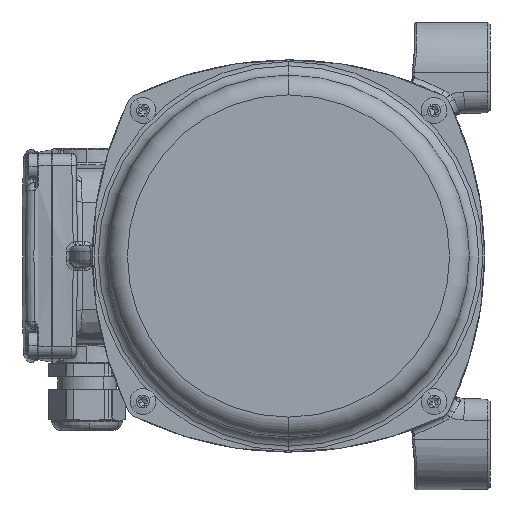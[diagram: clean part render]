
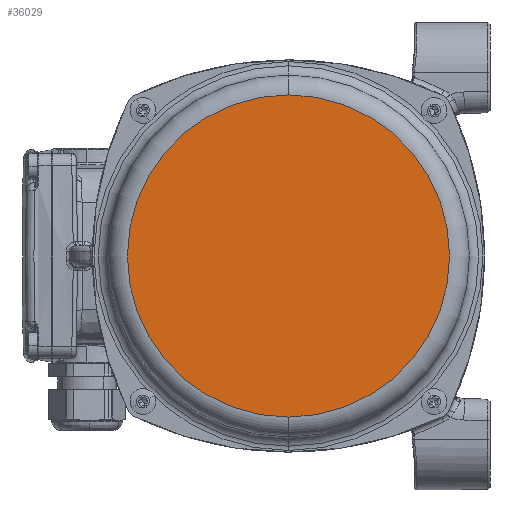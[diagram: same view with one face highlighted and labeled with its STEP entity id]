
A CAD part, left-side view. The second image highlights one B-rep face of the part: STEP entity #36029.
In plain terms, the highlighted planar face has unit normal (-1, 0, 0).
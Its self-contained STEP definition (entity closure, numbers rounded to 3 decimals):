
#19548 = AXIS2_PLACEMENT_3D ( 'NONE', #75805, #164349, #113135 ) ;
#25993 = EDGE_LOOP ( 'NONE', ( #47602, #131096 ) ) ;
#26603 = DIRECTION ( 'NONE',  ( -1., 0., 0. ) ) ;
#36029 = ADVANCED_FACE ( 'NONE', ( #139360 ), #109066, .F. ) ;
#39871 = VERTEX_POINT ( 'NONE', #83309 ) ;
#39925 = CARTESIAN_POINT ( 'NONE',  ( -211., 0., 74.75 ) ) ;
#47602 = ORIENTED_EDGE ( 'NONE', *, *, #146388, .T. ) ;
#55373 = VERTEX_POINT ( 'NONE', #39925 ) ;
#65998 = DIRECTION ( 'NONE',  ( 0., 0., -1. ) ) ;
#70681 = CARTESIAN_POINT ( 'NONE',  ( -211., 0., 74.75 ) ) ;
#72305 = DIRECTION ( 'NONE',  ( 1., 0., 0. ) ) ;
#75805 = CARTESIAN_POINT ( 'NONE',  ( -211., 0., 0. ) ) ;
#83309 = CARTESIAN_POINT ( 'NONE',  ( -211., 0., -74.75 ) ) ;
#84141 = EDGE_CURVE ( 'NONE', #55373, #39871, #109312, .T. ) ;
#96315 = DIRECTION ( 'NONE',  ( 0., 0., 1. ) ) ;
#107496 = AXIS2_PLACEMENT_3D ( 'NONE', #142751, #26603, #65998 ) ;
#109066 = PLANE ( 'NONE',  #120295 ) ;
#109312 = CIRCLE ( 'NONE', #19548, 74.75 ) ;
#113135 = DIRECTION ( 'NONE',  ( 0., 0., -1. ) ) ;
#120295 = AXIS2_PLACEMENT_3D ( 'NONE', #70681, #72305, #96315 ) ;
#121976 = CIRCLE ( 'NONE', #107496, 74.75 ) ;
#131096 = ORIENTED_EDGE ( 'NONE', *, *, #84141, .T. ) ;
#139360 = FACE_OUTER_BOUND ( 'NONE', #25993, .T. ) ;
#142751 = CARTESIAN_POINT ( 'NONE',  ( -211., 0., 0. ) ) ;
#146388 = EDGE_CURVE ( 'NONE', #39871, #55373, #121976, .T. ) ;
#164349 = DIRECTION ( 'NONE',  ( -1., 0., 0. ) ) ;
